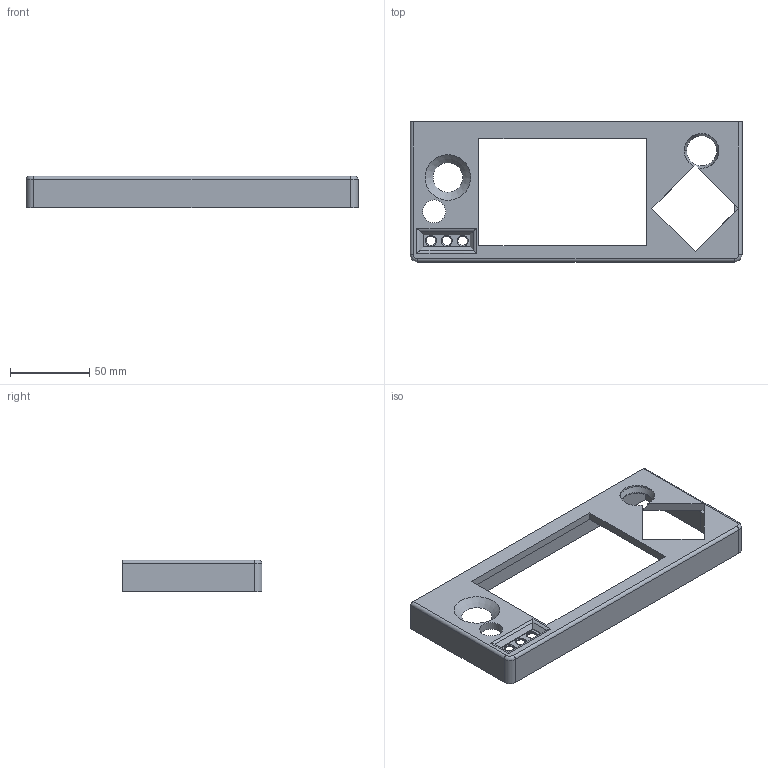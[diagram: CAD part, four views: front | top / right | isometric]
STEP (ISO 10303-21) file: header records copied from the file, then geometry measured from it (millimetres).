
FILE_DESCRIPTION(/* description */ (''),/* implementation_level */ '2;1');
FILE_NAME(/* name */ 'top v4.step',/* time_stamp */ '2025-08-08T22:35:37-04:00',/* author */ (''),/* organization */ (''),/* preprocessor_version */ 'ST-DEVELOPER v20.1',/* originating_system */ 'Autodesk Translation Framework v14.10.0.0',/* authorisation */ '');
FILE_SCHEMA (('AUTOMOTIVE_DESIGN { 1 0 10303 214 3 1 1 }'));
Length unit declared in the file: millimetre
Products named in the file (1): top
Bounding box: 210 x 88.54 x 20 mm (x, y, z)
Volume: 85991.7 mm3; surface area: 41375.2 mm2
Topology: 1 solids, 1 shells, 61 faces, 157 edges, 97 vertices
Faces by surface type: plane 34, cylinder 19, torus 5, cone 3
Full cylindrical faces by diameter (mm): 6 x3, 14.514 x1
Entity records: 1909 total; most frequent: CARTESIAN_POINT 345, DIRECTION 319, ORIENTED_EDGE 314, EDGE_CURVE 157, LINE 107, VECTOR 107, AXIS2_PLACEMENT_3D 106, VERTEX_POINT 97
